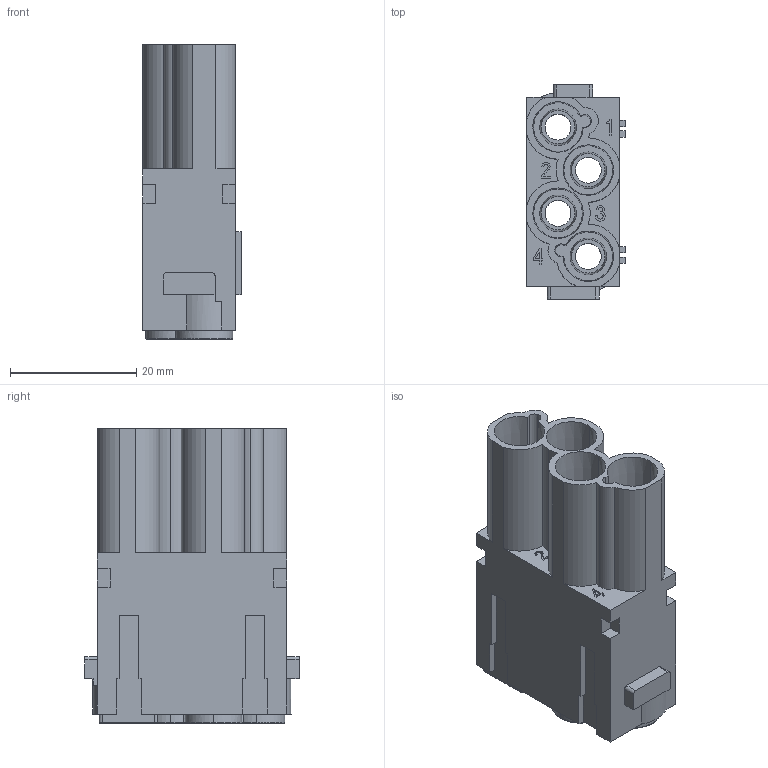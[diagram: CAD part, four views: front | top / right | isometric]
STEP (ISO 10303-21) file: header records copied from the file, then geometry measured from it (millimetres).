
FILE_DESCRIPTION(('CoCreate Modeling STEP Export'),'2;1');
FILE_NAME('CX 04 XM.stp','2010-02-12T11:41:04',(''),(''),'CoCreate Modeling STEP processor for AP214 (Solid Model)','CoCreate Modeling 16.00A 16-Aug-2008 (C) Parametric Technology GmbH','');
FILE_SCHEMA(('AUTOMOTIVE_DESIGN { 1 0 10303 214 1 1 1 1 }'));
Length unit declared in the file: millimetre
Products named in the file (2): CX_04_XM
Assembly tree (1 placements, depth 2):
  CX_04_XM
    CX_04_XM
Bounding box: 15.6 x 34 x 46.8 mm (x, y, z)
Volume: 10454.5 mm3; surface area: 11670.6 mm2
Topology: 1 solids, 1 shells, 758 faces, 2132 edges, 1388 vertices
Faces by surface type: plane 544, cylinder 113, cone 52, bspline 21, torus 16, extrusion 12
Entity records: 27190 total; most frequent: CARTESIAN_POINT 6019, ORIENTED_EDGE 4264, DIRECTION 3274, EDGE_CURVE 2132, VECTOR 1578, LINE 1566, VERTEX_POINT 1388, AXIS2_PLACEMENT_3D 848
